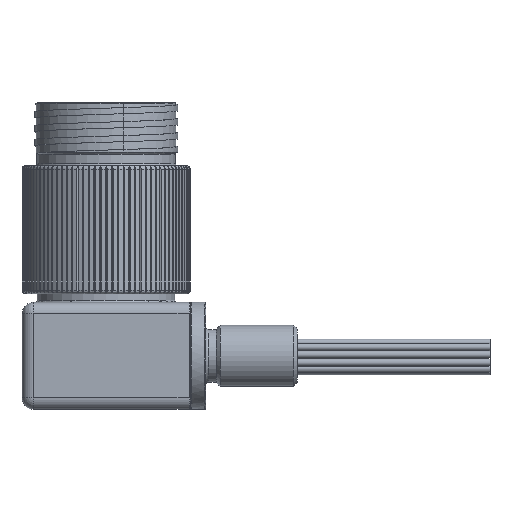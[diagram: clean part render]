
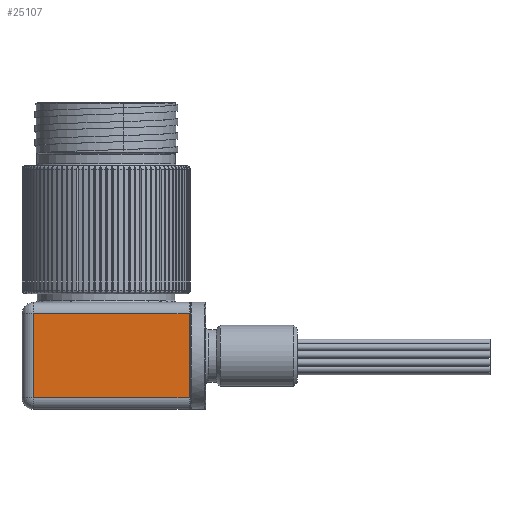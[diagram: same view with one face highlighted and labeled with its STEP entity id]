
A CAD part, left-side view. The second image highlights one B-rep face of the part: STEP entity #25107.
In plain terms, the highlighted planar face has unit normal (-1, 0, 0).
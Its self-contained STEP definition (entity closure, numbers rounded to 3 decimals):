
#785=PLANE('',#27164);
#2784=FACE_OUTER_BOUND('',#4193,.T.);
#4193=EDGE_LOOP('',(#18898,#18899,#18900,#18901));
#6890=LINE('',#42827,#8401);
#6899=LINE('',#43470,#8410);
#6906=LINE('',#43495,#8417);
#6909=LINE('',#43499,#8420);
#8401=VECTOR('',#31658,1000.);
#8410=VECTOR('',#31693,1000.);
#8417=VECTOR('',#31724,1000.);
#8420=VECTOR('',#31729,1000.);
#10470=VERTEX_POINT('',#42806);
#10473=VERTEX_POINT('',#42813);
#10483=VERTEX_POINT('',#43461);
#10490=VERTEX_POINT('',#43488);
#13478=EDGE_CURVE('',#10473,#10470,#6890,.T.);
#13504=EDGE_CURVE('',#10483,#10473,#6899,.T.);
#13517=EDGE_CURVE('',#10470,#10490,#6906,.T.);
#13520=EDGE_CURVE('',#10490,#10483,#6909,.T.);
#18898=ORIENTED_EDGE('',*,*,#13504,.T.);
#18899=ORIENTED_EDGE('',*,*,#13478,.T.);
#18900=ORIENTED_EDGE('',*,*,#13517,.T.);
#18901=ORIENTED_EDGE('',*,*,#13520,.T.);
#25107=ADVANCED_FACE('',(#2784),#785,.T.);
#27164=AXIS2_PLACEMENT_3D('',#43510,#31744,#31745);
#31658=DIRECTION('',(0.,0.,1.));
#31693=DIRECTION('',(0.,-1.,0.));
#31724=DIRECTION('',(0.,1.,0.));
#31729=DIRECTION('',(0.,0.,-1.));
#31744=DIRECTION('center_axis',(-1.,0.,0.));
#31745=DIRECTION('ref_axis',(0.,0.,1.));
#42806=CARTESIAN_POINT('',(-17.463,-17.209,19.837));
#42813=CARTESIAN_POINT('',(-17.463,-17.209,2.388));
#42827=CARTESIAN_POINT('',(-17.463,-17.209,38.1));
#43461=CARTESIAN_POINT('',(-17.463,15.081,2.388));
#43470=CARTESIAN_POINT('',(-17.463,-17.463,2.388));
#43488=CARTESIAN_POINT('',(-17.463,15.081,19.837));
#43495=CARTESIAN_POINT('',(-17.463,15.081,19.837));
#43499=CARTESIAN_POINT('',(-17.463,15.081,38.1));
#43510=CARTESIAN_POINT('Origin',(-17.463,0.,38.1));
